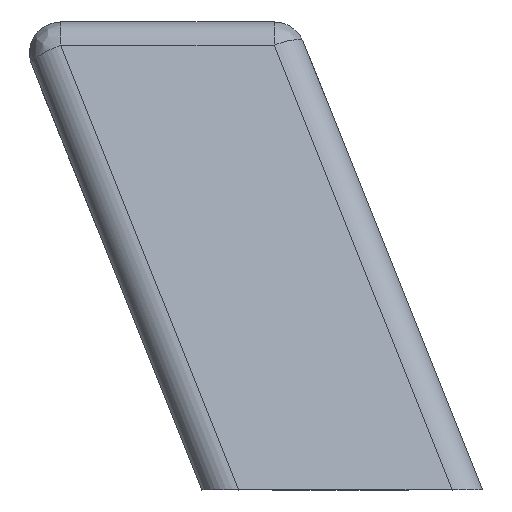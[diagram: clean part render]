
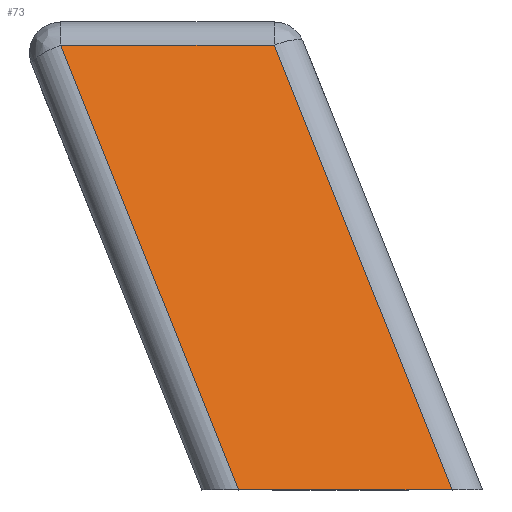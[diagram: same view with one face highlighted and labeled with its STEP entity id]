
A CAD part, left-side view. The second image highlights one B-rep face of the part: STEP entity #73.
In plain terms, the highlighted planar face has unit normal (-0.966, 0, 0.257).
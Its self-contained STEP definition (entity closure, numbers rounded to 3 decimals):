
#73=ADVANCED_FACE('',(#412),#411,.F.);
#411=PLANE('',#1241);
#412=FACE_OUTER_BOUND('',#1242,.T.);
#1238=CARTESIAN_POINT('',(-32.829,-0.281,15.683));
#1239=DIRECTION('',(0.966,0.,-0.257));
#1240=DIRECTION('',(-0.257,0.,-0.966));
#1241=AXIS2_PLACEMENT_3D('',#1238,#1239,#1240);
#1242=EDGE_LOOP('',(#1413,#1414,#1415,#1416));
#1413=ORIENTED_EDGE('',*,*,#1525,.T.);
#1414=ORIENTED_EDGE('',*,*,#1514,.T.);
#1415=ORIENTED_EDGE('',*,*,#1541,.T.);
#1416=ORIENTED_EDGE('',*,*,#1464,.T.);
#1464=EDGE_CURVE('',#1572,#1586,#1593,.T.);
#1514=EDGE_CURVE('',#1882,#1922,#1930,.T.);
#1525=EDGE_CURVE('',#1586,#1882,#2002,.T.);
#1541=EDGE_CURVE('',#1922,#1572,#2101,.T.);
#1572=VERTEX_POINT('',#2174);
#1586=VERTEX_POINT('',#2182);
#1593=LINE('',#2187,#2188);
#1882=VERTEX_POINT('',#2366);
#1922=VERTEX_POINT('',#2392);
#1930=LINE('',#2399,#2400);
#2002=LINE('',#2445,#2446);
#2101=LINE('',#2499,#2500);
#2174=CARTESIAN_POINT('',(-37.,0.974,0.));
#2182=CARTESIAN_POINT('',(-33.208,6.677,14.257));
#2187=CARTESIAN_POINT('',(-37.,0.974,0.));
#2188=VECTOR('',#2189,15.816);
#2189=DIRECTION('',(0.24,0.361,0.901));
#2366=CARTESIAN_POINT('',(-33.208,13.522,14.257));
#2392=CARTESIAN_POINT('',(-37.,7.82,0.));
#2399=CARTESIAN_POINT('',(-33.208,13.522,14.257));
#2400=VECTOR('',#2401,15.816);
#2401=DIRECTION('',(-0.24,-0.361,-0.901));
#2445=CARTESIAN_POINT('',(-33.208,6.677,14.257));
#2446=VECTOR('',#2447,6.846);
#2447=DIRECTION('',(0.,1.,0.));
#2499=CARTESIAN_POINT('',(-37.,7.82,0.));
#2500=VECTOR('',#2501,6.846);
#2501=DIRECTION('',(0.,-1.,0.));
